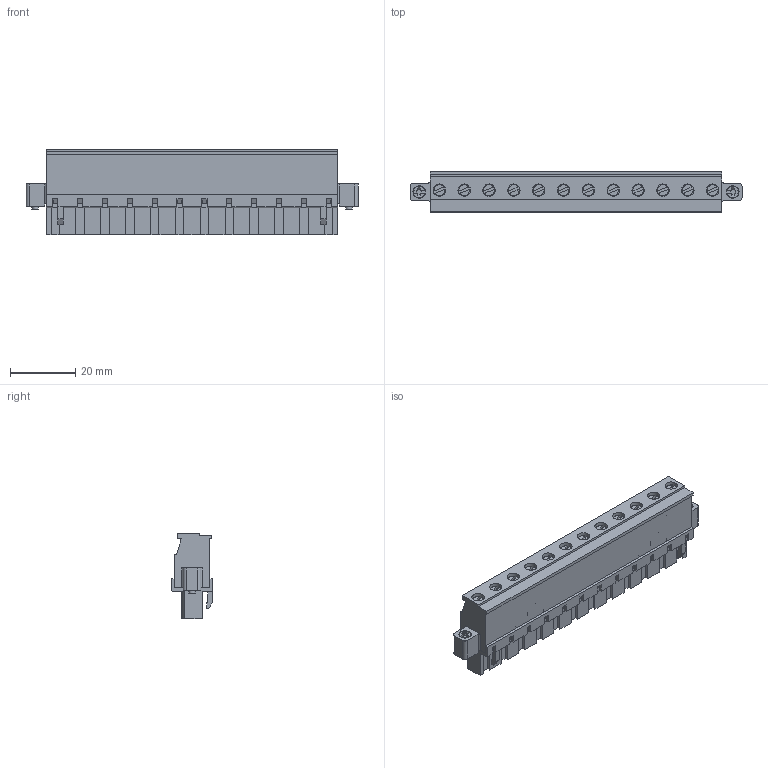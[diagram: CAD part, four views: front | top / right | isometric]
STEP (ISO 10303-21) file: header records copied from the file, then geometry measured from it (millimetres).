
FILE_DESCRIPTION( ( 'Unknown' ), '1' );
FILE_NAME( '691345410012.stp', 'Unknown', ( 'Unknown' ), ( 'Unknown' ), 'PSStep 18.0.17', 'Unknown', ' ' );
FILE_SCHEMA( ( 'AUTOMOTIVE_DESIGN { 1 0 10303 214 1 1 1 1 }' ) );
Length unit declared in the file: millimetre
Products named in the file (7): Assem1; vis cage; vis flange; Spring; cage; 691345410012; 691345410012_PB
Assembly tree (40 placements, depth 2):
  Assem1
    vis cage  x12
    vis flange  x2
    Spring  x12
    cage  x12
    691345410012
    691345410012_PB
Bounding box: 101.82 x 12.6 x 26.25 mm (x, y, z)
Volume: 13834.8 mm3; surface area: 27788.8 mm2
Topology: 40 solids, 40 shells, 2269 faces, 6094 edges, 3964 vertices
Faces by surface type: plane 1825, cylinder 364, torus 42, cone 38
Full cylindrical faces by diameter (mm): 1.5 x12, 2 x2, 2.2 x12, 2.4 x2, 2.459 x12, 2.6 x12, 2.7 x2, 2.9 x12, 3 x12, 3.8 x28
Entity records: 53420 total; most frequent: CARTESIAN_POINT 7574, ORIENTED_EDGE 7306, DIRECTION 6744, EDGE_CURVE 3653, LINE 3338, VECTOR 3338, VERTEX_POINT 2433, AXIS2_PLACEMENT_3D 1703
